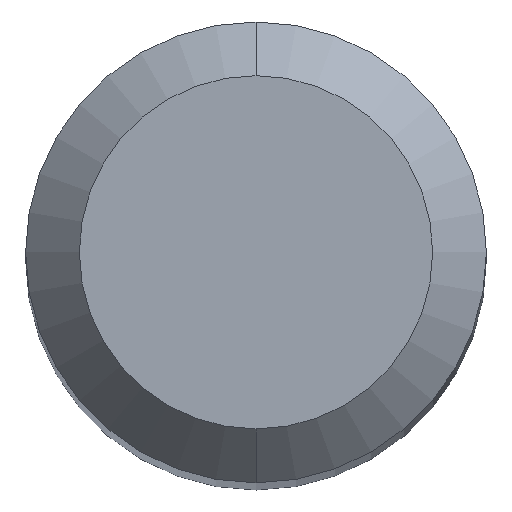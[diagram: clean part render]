
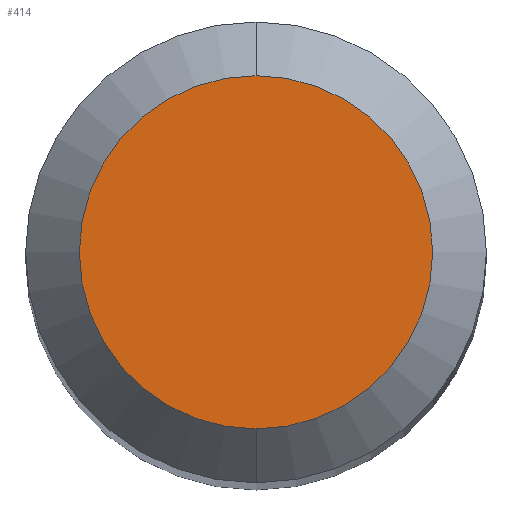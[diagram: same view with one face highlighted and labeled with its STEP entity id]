
A CAD part, top view. The second image highlights one B-rep face of the part: STEP entity #414.
In plain terms, the highlighted planar face has unit normal (0, 0, 1).
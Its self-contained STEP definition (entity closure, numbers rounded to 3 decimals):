
#76 = ORIENTED_EDGE ( 'NONE', *, *, #583, .T. ) ;
#88 = ORIENTED_EDGE ( 'NONE', *, *, #495, .T. ) ;
#151 = CARTESIAN_POINT ( 'NONE',  ( 0., 2.3, 0. ) ) ;
#154 = PLANE ( 'NONE',  #660 ) ;
#178 = AXIS2_PLACEMENT_3D ( 'NONE', #820, #189, #259 ) ;
#189 = DIRECTION ( 'NONE',  ( 0., 0., 1. ) ) ;
#211 = VERTEX_POINT ( 'NONE', #304 ) ;
#259 = DIRECTION ( 'NONE',  ( 0., -1., 0. ) ) ;
#304 = CARTESIAN_POINT ( 'NONE',  ( 0., 2.3, 0. ) ) ;
#338 = FACE_OUTER_BOUND ( 'NONE', #819, .T. ) ;
#355 = AXIS2_PLACEMENT_3D ( 'NONE', #735, #672, #744 ) ;
#414 = ADVANCED_FACE ( 'NONE', ( #338 ), #154, .F. ) ;
#495 = EDGE_CURVE ( 'NONE', #740, #211, #497, .T. ) ;
#497 = CIRCLE ( 'NONE', #355, 2.3 ) ;
#515 = CIRCLE ( 'NONE', #178, 2.3 ) ;
#583 = EDGE_CURVE ( 'NONE', #211, #740, #515, .T. ) ;
#618 = DIRECTION ( 'NONE',  ( 0., 1., 0. ) ) ;
#660 = AXIS2_PLACEMENT_3D ( 'NONE', #151, #829, #618 ) ;
#672 = DIRECTION ( 'NONE',  ( 0., 0., 1. ) ) ;
#735 = CARTESIAN_POINT ( 'NONE',  ( 0., 0., 0. ) ) ;
#740 = VERTEX_POINT ( 'NONE', #845 ) ;
#744 = DIRECTION ( 'NONE',  ( 0., -1., 0. ) ) ;
#819 = EDGE_LOOP ( 'NONE', ( #76, #88 ) ) ;
#820 = CARTESIAN_POINT ( 'NONE',  ( 0., 0., 0. ) ) ;
#829 = DIRECTION ( 'NONE',  ( 0., 0., -1. ) ) ;
#845 = CARTESIAN_POINT ( 'NONE',  ( 0., -2.3, 0. ) ) ;
